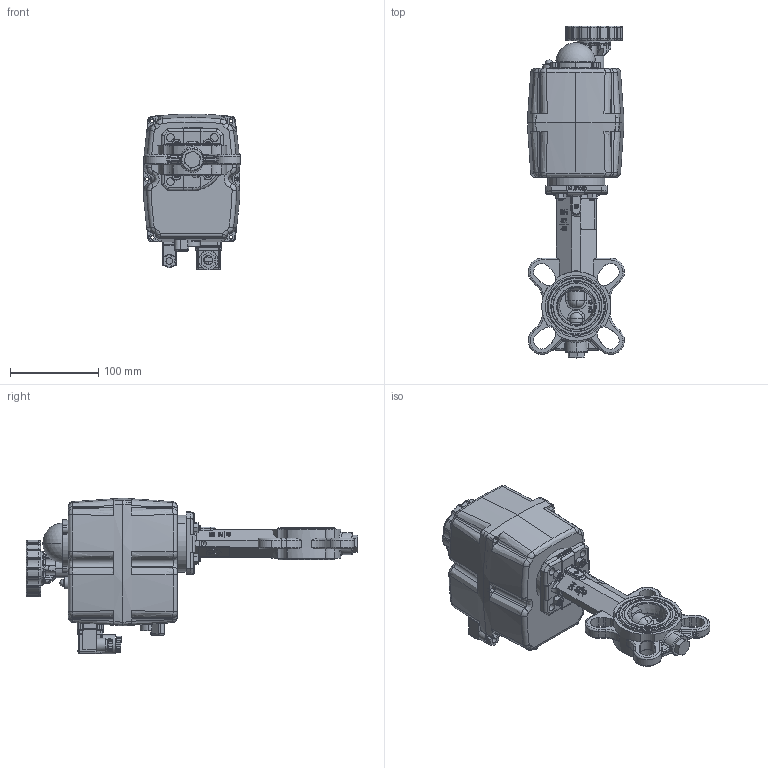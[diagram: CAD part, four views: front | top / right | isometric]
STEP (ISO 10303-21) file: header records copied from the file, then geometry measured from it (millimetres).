
FILE_DESCRIPTION (( 'STEP AP203' ), '1' );
FILE_NAME ('AKE01_DN32-40.STEP', '2022-09-29T12:42:55', ( '' ), ( '' ), 'SwSTEP 2.0', 'SolidWorks 2021', '' );
FILE_SCHEMA (( 'CONFIG_CONTROL_DESIGN' ));
Length unit declared in the file: millimetre
Products named in the file (26): 4455; 357A_5; 589D; 479A; 45FE; AKE01_DN32-40; 10975; FR0205X010; 1097E_2; 1097E_3; AK01_DN040_OH; 4276; 2DDD; 1BAE; 5513; 1EBE; socket set screw flat point_din_DIN 913 - M6 x 35-C; 4077; 4612; 6B9; 1097A; AN01_S20-35; 1097E; hex nut gradec_din_Hexagon Nut ISO 4034 - M6 - N; 4449; 4463
Assembly tree (31 placements, depth 3):
  AKE01_DN32-40
    AK01_DN040_OH
    FR0205X010
    AN01_S20-35
      479A
      4455
      1BAE
      1097E
      4077
      1EBE
      6B9
      4612
      4463
      5513
      2DDD
      45FE
      1097E_2
      1097A
      4449
      357A_5
      589D
      1097E_3
      4276
      10975
    socket set screw flat point_din_DIN 913 - M6 x 35-C  x4
    hex nut gradec_din_Hexagon Nut ISO 4034 - M6 - N  x4
Bounding box: 109.58 x 375.5 x 176.14 mm (x, y, z)
Volume: 796629.6 mm3; surface area: 335771.9 mm2
Topology: 30 solids, 33 shells, 3620 faces, 9280 edges, 5818 vertices
Faces by surface type: cylinder 1343, plane 1129, torus 480, bspline 426, cone 195, sphere 47
Entity records: 161231 total; most frequent: CARTESIAN_POINT 74447, ORIENTED_EDGE 17784, DIRECTION 17434, EDGE_CURVE 8892, AXIS2_PLACEMENT_3D 6828, VERTEX_POINT 5648, EDGE_LOOP 3850, VECTOR 3778
